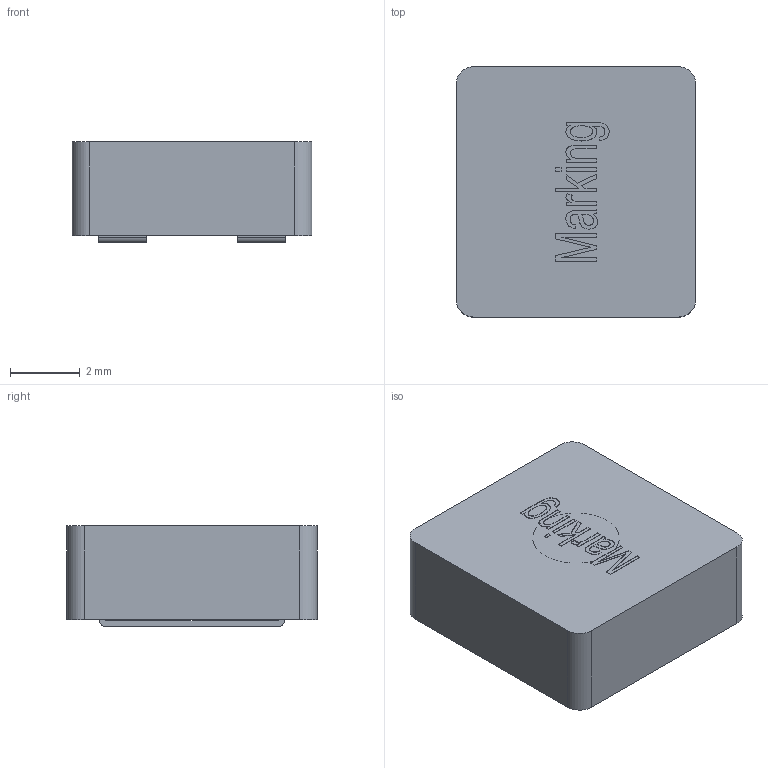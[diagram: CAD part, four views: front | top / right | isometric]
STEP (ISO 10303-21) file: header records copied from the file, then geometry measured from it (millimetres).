
FILE_DESCRIPTION(/* description */ (''),/* implementation_level */ '2;1');
FILE_NAME(/* name */ 'TMPF0603-ABD.stp',/* time_stamp */ '2021-02-01T10:39:20+08:00',/* author */ (''),/* organization */ (''),/* preprocessor_version */ 'ST-DEVELOPER v16.7',/* originating_system */ 'SIEMENS PLM Software NX 12.0',/* authorisation */ '');
FILE_SCHEMA (('AUTOMOTIVE_DESIGN { 1 0 10303 214 3 1 1 1 }'));
Length unit declared in the file: millimetre
Products named in the file (1): TMPF0603-ABD
Bounding box: 6.9 x 7.2 x 2.91 mm (x, y, z)
Surface area: 660.3 mm2
Topology: 13 solids, 13 shells, 197 faces, 501 edges, 334 vertices
Faces by surface type: plane 125, extrusion 45, cylinder 14, cone 8, bspline 5
Full cylindrical faces by diameter (mm): 2.5 x2
Entity records: 8232 total; most frequent: CARTESIAN_POINT 3664, ORIENTED_EDGE 996, DIRECTION 685, EDGE_CURVE 498, VERTEX_POINT 334, VECTOR 301, LINE 256, B_SPLINE_CURVE_WITH_KNOTS 243
